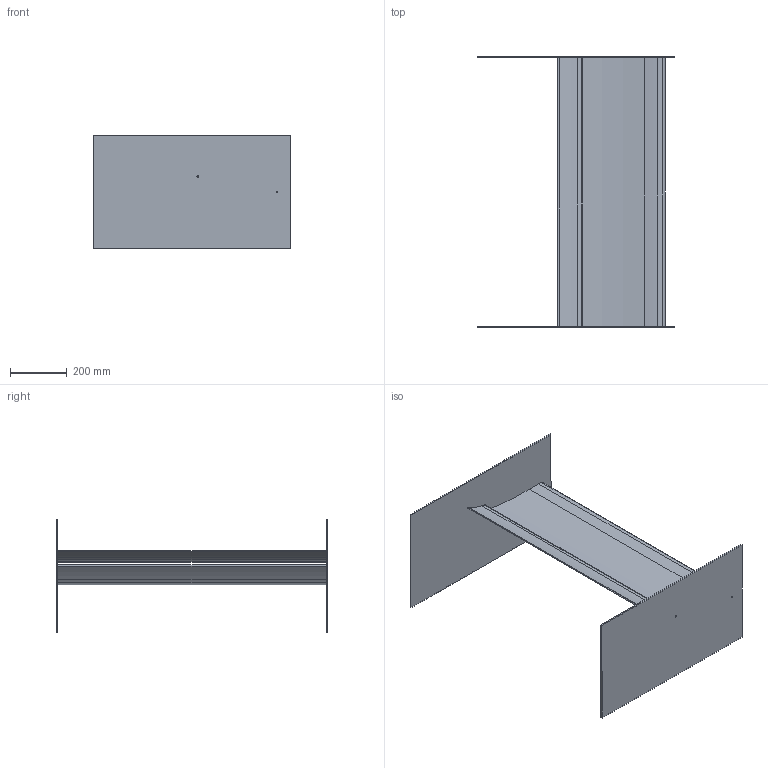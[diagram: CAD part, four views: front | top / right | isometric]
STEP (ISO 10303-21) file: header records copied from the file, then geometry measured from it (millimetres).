
FILE_DESCRIPTION(/* description */ (''),/* implementation_level */ '2;1');
FILE_NAME(/* name */ '15-15deg.stp',/* time_stamp */ '2018-02-25T16:31:53+09:00',/* author */ ('ku_sk'),/* organization */ (''),/* preprocessor_version */ 'ST-DEVELOPER v17',/* originating_system */ 'Autodesk Inventor 2018',/* authorisation */ '');
FILE_SCHEMA (('AUTOMOTIVE_DESIGN { 1 0 10303 214 3 1 1 }'));
Length unit declared in the file: millimetre
Products named in the file (4): model; endplate; frap; subflap
Assembly tree (4 placements, depth 2):
  model
    endplate  x2
    frap
    subflap
Bounding box: 700 x 960 x 400 mm (x, y, z)
Volume: 13850272.4 mm3; surface area: 1999333.3 mm2
Topology: 4 solids, 4 shells, 42 faces, 102 edges, 68 vertices
Faces by surface type: cylinder 26, plane 16
Full cylindrical faces by diameter (mm): 5 x4
Entity records: 1193 total; most frequent: DIRECTION 216, CARTESIAN_POINT 182, ORIENTED_EDGE 168, AXIS2_PLACEMENT_3D 90, EDGE_CURVE 84, VERTEX_POINT 56, CIRCLE 48, EDGE_LOOP 38
